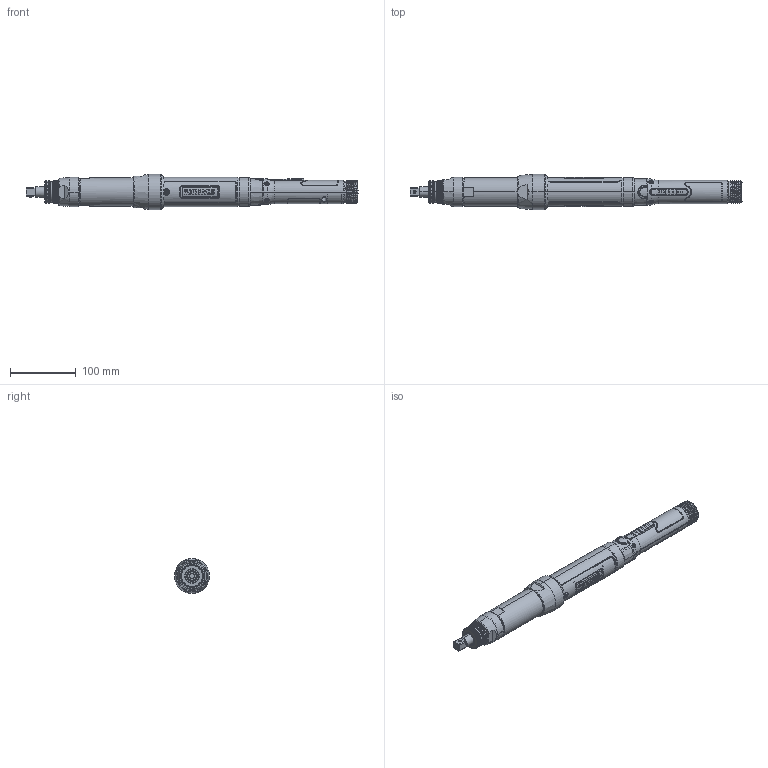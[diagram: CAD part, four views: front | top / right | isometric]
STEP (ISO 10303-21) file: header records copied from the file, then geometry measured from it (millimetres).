
FILE_DESCRIPTION((''),'2;1');
FILE_NAME('EB34LB1-105','2020-07-08T10:19:54',('CEG0317'),(''),'CREO PARAMETRIC BY PTC INC, 2017380','CREO PARAMETRIC BY PTC INC, 2017380','');
FILE_SCHEMA(('CONFIG_CONTROL_DESIGN'));
Products named in the file (1): EB34LB1-105
Bounding box: 506.57 x 53.48 x 53.48 mm (x, y, z)
Surface area: 122135.3 mm2 (no closed solid volume)
Topology: 0 solids, 269 shells, 1110 faces, 5744 edges, 4732 vertices
Faces by surface type: cylinder 401, plane 372, bspline 208, cone 66, torus 44, extrusion 17, sphere 2
Entity records: 84438 total; most frequent: CARTESIAN_POINT 45749, ORIENTED_EDGE 7202, DIRECTION 6303, EDGE_CURVE 5742, VERTEX_POINT 4732, B_SPLINE_CURVE_WITH_KNOTS 2451, VECTOR 2117, LINE 2100
